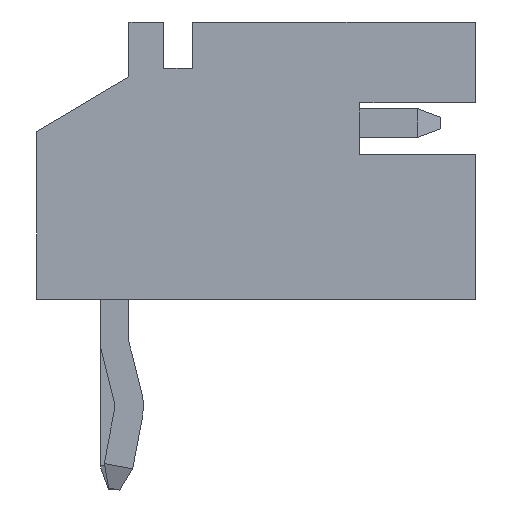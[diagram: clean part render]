
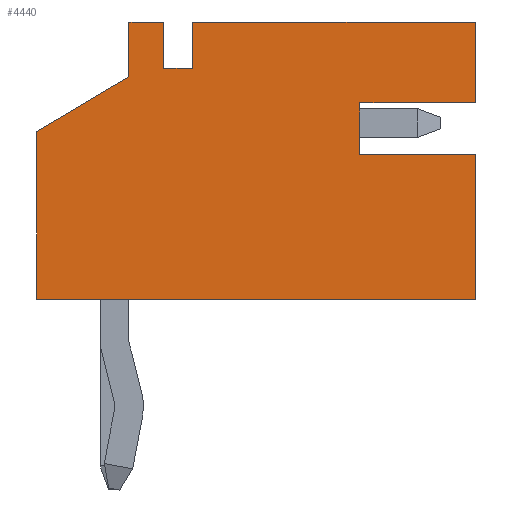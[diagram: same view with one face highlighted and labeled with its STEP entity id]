
A CAD part, left-side view. The second image highlights one B-rep face of the part: STEP entity #4440.
In plain terms, the highlighted face is planar.
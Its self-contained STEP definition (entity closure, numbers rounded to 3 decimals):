
#859=ORIENTED_EDGE('',*,*,#1374,.F.);
#860=ORIENTED_EDGE('',*,*,#1372,.F.);
#861=ORIENTED_EDGE('',*,*,#1206,.F.);
#862=ORIENTED_EDGE('',*,*,#1189,.F.);
#863=ORIENTED_EDGE('',*,*,#1365,.T.);
#864=ORIENTED_EDGE('',*,*,#1368,.T.);
#865=ORIENTED_EDGE('',*,*,#1370,.T.);
#866=ORIENTED_EDGE('',*,*,#1161,.F.);
#867=ORIENTED_EDGE('',*,*,#1412,.F.);
#868=ORIENTED_EDGE('',*,*,#1257,.F.);
#869=ORIENTED_EDGE('',*,*,#1376,.F.);
#870=ORIENTED_EDGE('',*,*,#1326,.F.);
#871=ORIENTED_EDGE('',*,*,#1323,.F.);
#872=ORIENTED_EDGE('',*,*,#1378,.F.);
#1161=EDGE_CURVE('',#1566,#1567,#1869,.T.);
#1189=EDGE_CURVE('',#1592,#1593,#1897,.T.);
#1206=EDGE_CURVE('',#1593,#1609,#1914,.T.);
#1257=EDGE_CURVE('',#1644,#1645,#1965,.T.);
#1323=EDGE_CURVE('',#1684,#1685,#2031,.T.);
#1326=EDGE_CURVE('',#1685,#1686,#2034,.T.);
#1365=EDGE_CURVE('',#1592,#1709,#2071,.T.);
#1368=EDGE_CURVE('',#1709,#1711,#2074,.T.);
#1370=EDGE_CURVE('',#1711,#1567,#2076,.T.);
#1372=EDGE_CURVE('',#1609,#1712,#2078,.T.);
#1374=EDGE_CURVE('',#1712,#1713,#2080,.T.);
#1376=EDGE_CURVE('',#1686,#1644,#2082,.T.);
#1378=EDGE_CURVE('',#1713,#1684,#2084,.T.);
#1412=EDGE_CURVE('',#1645,#1566,#2116,.T.);
#1566=VERTEX_POINT('',#5869);
#1567=VERTEX_POINT('',#5871);
#1592=VERTEX_POINT('',#5927);
#1593=VERTEX_POINT('',#5929);
#1609=VERTEX_POINT('',#5964);
#1644=VERTEX_POINT('',#6065);
#1645=VERTEX_POINT('',#6066);
#1684=VERTEX_POINT('',#6190);
#1685=VERTEX_POINT('',#6192);
#1686=VERTEX_POINT('',#6197);
#1709=VERTEX_POINT('',#6269);
#1711=VERTEX_POINT('',#6275);
#1712=VERTEX_POINT('',#6283);
#1713=VERTEX_POINT('',#6287);
#1869=LINE('',#5870,#2281);
#1897=LINE('',#5928,#2309);
#1914=LINE('',#5963,#2326);
#1965=LINE('',#6064,#2377);
#2031=LINE('',#6191,#2443);
#2034=LINE('',#6196,#2446);
#2071=LINE('',#6270,#2483);
#2074=LINE('',#6276,#2486);
#2076=LINE('',#6279,#2488);
#2078=LINE('',#6282,#2490);
#2080=LINE('',#6286,#2492);
#2082=LINE('',#6290,#2494);
#2084=LINE('',#6293,#2496);
#2116=LINE('',#6367,#2528);
#2281=VECTOR('',#5012,1000.);
#2309=VECTOR('',#5048,1000.);
#2326=VECTOR('',#5069,1000.);
#2377=VECTOR('',#5150,1000.);
#2443=VECTOR('',#5256,1000.);
#2446=VECTOR('',#5261,1000.);
#2483=VECTOR('',#5324,1000.);
#2486=VECTOR('',#5329,1000.);
#2488=VECTOR('',#5333,1000.);
#2490=VECTOR('',#5337,1000.);
#2492=VECTOR('',#5341,1000.);
#2494=VECTOR('',#5345,1000.);
#2496=VECTOR('',#5349,1000.);
#2528=VECTOR('',#5435,1000.);
#2727=EDGE_LOOP('',(#859,#860,#861,#862,#863,#864,#865,#866,#867,#868,#869,
#870,#871,#872));
#2907=FACE_BOUND('',#2727,.T.);
#3062=PLANE('',#4665);
#4440=ADVANCED_FACE('',(#2907),#3062,.F.);
#4665=AXIS2_PLACEMENT_3D('',#6369,#5438,#5439);
#5012=DIRECTION('',(0.,0.,1.));
#5048=DIRECTION('',(0.,0.,1.));
#5069=DIRECTION('',(0.,1.,0.));
#5150=DIRECTION('',(0.,-0.511,0.86));
#5256=DIRECTION('',(0.,1.,0.));
#5261=DIRECTION('',(0.,0.,-1.));
#5324=DIRECTION('',(0.,1.,0.));
#5329=DIRECTION('',(0.,0.,-1.));
#5333=DIRECTION('',(0.,-1.,0.));
#5337=DIRECTION('',(0.,0.,-1.));
#5341=DIRECTION('',(0.,1.,0.));
#5345=DIRECTION('',(0.,-1.,0.));
#5349=DIRECTION('',(0.,0.,1.));
#5435=DIRECTION('',(0.,-1.,0.));
#5438=DIRECTION('',(-1.,0.,0.));
#5439=DIRECTION('',(0.,0.,1.));
#5869=CARTESIAN_POINT('',(4.,-2.4,-3.));
#5870=CARTESIAN_POINT('',(4.,-2.4,-3.));
#5871=CARTESIAN_POINT('',(4.,-2.4,-2.4));
#5927=CARTESIAN_POINT('',(4.,-2.4,-1.9));
#5928=CARTESIAN_POINT('',(4.,-2.4,-3.));
#5929=CARTESIAN_POINT('',(4.,-2.4,3.));
#5963=CARTESIAN_POINT('',(4.,-2.4,3.));
#5964=CARTESIAN_POINT('',(4.,-1.,3.));
#6064=CARTESIAN_POINT('',(4.,-0.5,-4.6));
#6065=CARTESIAN_POINT('',(4.,-0.5,-4.6));
#6066=CARTESIAN_POINT('',(4.,-1.45,-3.));
#6190=CARTESIAN_POINT('',(4.,-0.1,3.));
#6191=CARTESIAN_POINT('',(4.,-2.4,3.));
#6192=CARTESIAN_POINT('',(4.,2.4,3.));
#6196=CARTESIAN_POINT('',(4.,2.4,3.));
#6197=CARTESIAN_POINT('',(4.,2.4,-4.6));
#6269=CARTESIAN_POINT('',(4.,-1.6,-1.9));
#6270=CARTESIAN_POINT('',(4.,-2.4,-1.9));
#6275=CARTESIAN_POINT('',(4.,-1.6,-2.4));
#6276=CARTESIAN_POINT('',(4.,-1.6,-1.9));
#6279=CARTESIAN_POINT('',(4.,-1.6,-2.4));
#6282=CARTESIAN_POINT('',(4.,-1.,3.));
#6283=CARTESIAN_POINT('',(4.,-1.,1.));
#6286=CARTESIAN_POINT('',(4.,-1.,1.));
#6287=CARTESIAN_POINT('',(4.,-0.1,1.));
#6290=CARTESIAN_POINT('',(4.,2.4,-4.6));
#6293=CARTESIAN_POINT('',(4.,-0.1,1.));
#6367=CARTESIAN_POINT('',(4.,2.4,-3.));
#6369=CARTESIAN_POINT('',(4.,0.,0.));
